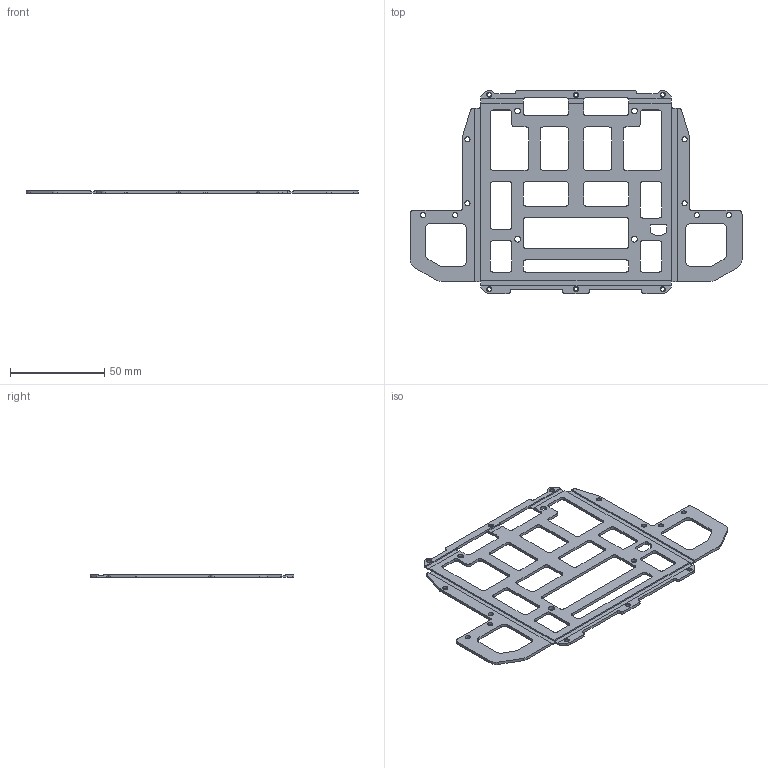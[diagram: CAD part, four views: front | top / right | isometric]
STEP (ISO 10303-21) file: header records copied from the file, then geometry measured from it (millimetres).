
FILE_DESCRIPTION(/* description */ (''),/* implementation_level */ '2;1');
FILE_NAME(/* name */ '4_PR13_B01_FRM_PCB_MAIN_T.step',/* time_stamp */ '2011-05-25T17:23:08-04:00',/* author */ (''),/* organization */ (''),/* preprocessor_version */ 'ST-DEVELOPER v11',/* originating_system */ 'SIEMENS PLM Software NX 7.0',/* authorisation */ '');
FILE_SCHEMA (('AUTOMOTIVE_DESIGN { 1 0 10303 214 1 1 1 1 }'));
Length unit declared in the file: millimetre
Products named in the file (1): 4_PR13_B01_FRM_PCB_MAIN_T
Bounding box: 176.13 x 108.13 x 1.5 mm (x, y, z)
Volume: 11555 mm3; surface area: 19908.3 mm2
Topology: 1 solids, 1 shells, 326 faces, 944 edges, 616 vertices
Faces by surface type: plane 166, cylinder 144, cone 12, extrusion 4
Entity records: 11032 total; most frequent: CARTESIAN_POINT 2019, DIRECTION 1890, ORIENTED_EDGE 1888, EDGE_CURVE 944, VECTOR 636, LINE 632, AXIS2_PLACEMENT_3D 627, VERTEX_POINT 616
